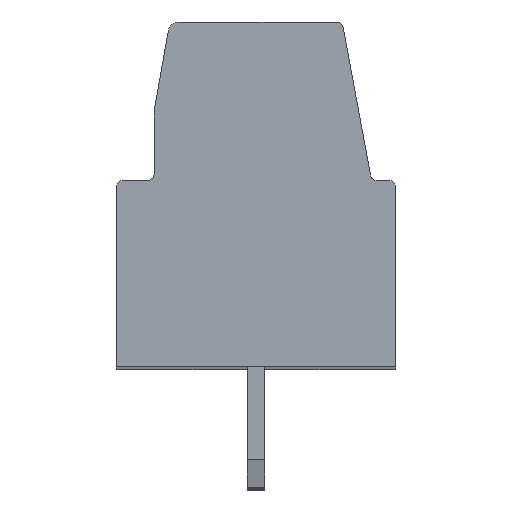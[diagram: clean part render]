
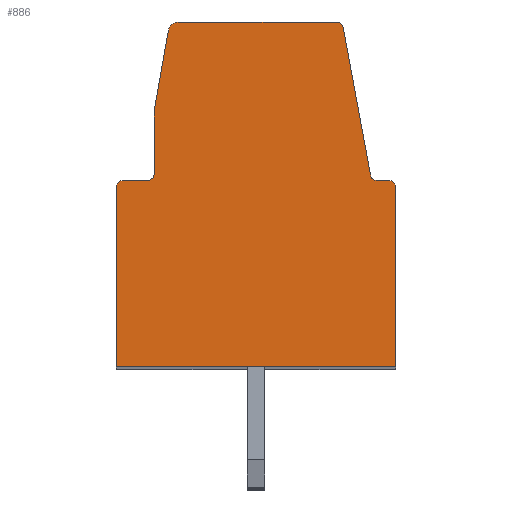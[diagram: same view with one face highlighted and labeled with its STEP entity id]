
A CAD part, top view. The second image highlights one B-rep face of the part: STEP entity #886.
In plain terms, the highlighted planar face has unit normal (0, 0, 1).
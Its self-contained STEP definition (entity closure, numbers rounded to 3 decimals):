
#886 = ADVANCED_FACE( '', ( #1977 ), #1978, .F. );
#1977 = FACE_OUTER_BOUND( '', #3276, .T. );
#1978 = PLANE( '', #3277 );
#3276 = EDGE_LOOP( '', ( #5754, #5755, #5756, #5757, #5758, #5759, #5760, #5761, #5762, #5763, #5764, #5765, #5766, #5767, #5768 ) );
#3277 = AXIS2_PLACEMENT_3D( '', #5769, #5770, #5771 );
#5754 = ORIENTED_EDGE( '', *, *, #8699, .T. );
#5755 = ORIENTED_EDGE( '', *, *, #7994, .T. );
#5756 = ORIENTED_EDGE( '', *, *, #8734, .F. );
#5757 = ORIENTED_EDGE( '', *, *, #8735, .T. );
#5758 = ORIENTED_EDGE( '', *, *, #8736, .T. );
#5759 = ORIENTED_EDGE( '', *, *, #8681, .T. );
#5760 = ORIENTED_EDGE( '', *, *, #8737, .T. );
#5761 = ORIENTED_EDGE( '', *, *, #8738, .T. );
#5762 = ORIENTED_EDGE( '', *, *, #8688, .F. );
#5763 = ORIENTED_EDGE( '', *, *, #8739, .T. );
#5764 = ORIENTED_EDGE( '', *, *, #7999, .F. );
#5765 = ORIENTED_EDGE( '', *, *, #8740, .T. );
#5766 = ORIENTED_EDGE( '', *, *, #8741, .T. );
#5767 = ORIENTED_EDGE( '', *, *, #8519, .T. );
#5768 = ORIENTED_EDGE( '', *, *, #8355, .F. );
#5769 = CARTESIAN_POINT( '', ( 0.81, -4.4, 0. ) );
#5770 = DIRECTION( '', ( 0., 0., -1. ) );
#5771 = DIRECTION( '', ( 0., -1., 0. ) );
#7994 = EDGE_CURVE( '', #9665, #9663, #9666, .T. );
#7999 = EDGE_CURVE( '', #9672, #9674, #9675, .T. );
#8355 = EDGE_CURVE( '', #10260, #10262, #10263, .T. );
#8519 = EDGE_CURVE( '', #10512, #10262, #10513, .T. );
#8681 = EDGE_CURVE( '', #10751, #10752, #10753, .T. );
#8688 = EDGE_CURVE( '', #10763, #10765, #10766, .T. );
#8699 = EDGE_CURVE( '', #10260, #9665, #10779, .T. );
#8734 = EDGE_CURVE( '', #10822, #9663, #10823, .T. );
#8735 = EDGE_CURVE( '', #10822, #10824, #10825, .T. );
#8736 = EDGE_CURVE( '', #10824, #10751, #10826, .T. );
#8737 = EDGE_CURVE( '', #10752, #10827, #10828, .T. );
#8738 = EDGE_CURVE( '', #10827, #10765, #10829, .T. );
#8739 = EDGE_CURVE( '', #10763, #9674, #10830, .T. );
#8740 = EDGE_CURVE( '', #9672, #10831, #10832, .T. );
#8741 = EDGE_CURVE( '', #10831, #10512, #10833, .T. );
#9663 = VERTEX_POINT( '', #12042 );
#9665 = VERTEX_POINT( '', #12045 );
#9666 = LINE( '', #12046, #12047 );
#9672 = VERTEX_POINT( '', #12055 );
#9674 = VERTEX_POINT( '', #12058 );
#9675 = CIRCLE( '', #12059, 0.2 );
#10260 = VERTEX_POINT( '', #12904 );
#10262 = VERTEX_POINT( '', #12907 );
#10263 = CIRCLE( '', #12908, 0.3 );
#10512 = VERTEX_POINT( '', #13270 );
#10513 = LINE( '', #13271, #13272 );
#10751 = VERTEX_POINT( '', #13622 );
#10752 = VERTEX_POINT( '', #13623 );
#10753 = LINE( '', #13624, #13625 );
#10763 = VERTEX_POINT( '', #13638 );
#10765 = VERTEX_POINT( '', #13641 );
#10766 = CIRCLE( '', #13642, 0.2 );
#10779 = LINE( '', #13660, #13661 );
#10822 = VERTEX_POINT( '', #13725 );
#10823 = CIRCLE( '', #13726, 0.2 );
#10824 = VERTEX_POINT( '', #13727 );
#10825 = LINE( '', #13728, #13729 );
#10826 = CIRCLE( '', #13730, 0.2 );
#10827 = VERTEX_POINT( '', #13731 );
#10828 = LINE( '', #13732, #13733 );
#10829 = LINE( '', #13734, #13735 );
#10830 = LINE( '', #13736, #13737 );
#10831 = VERTEX_POINT( '', #13738 );
#10832 = LINE( '', #13739, #13740 );
#10833 = CIRCLE( '', #13741, 0.2 );
#12042 = CARTESIAN_POINT( '', ( -7., 5.6, 0. ) );
#12045 = CARTESIAN_POINT( '', ( -7., 7.448, 0. ) );
#12046 = CARTESIAN_POINT( '', ( -7., -18.438, 0. ) );
#12047 = VECTOR( '', #14840, 1000. );
#12055 = CARTESIAN_POINT( '', ( -0.728, 5.564, 0. ) );
#12058 = CARTESIAN_POINT( '', ( -0.531, 5.4, 0. ) );
#12059 = AXIS2_PLACEMENT_3D( '', #14844, #14845, #14846 );
#12904 = CARTESIAN_POINT( '', ( -6.594, 9.752, 0. ) );
#12907 = CARTESIAN_POINT( '', ( -6.298, 10., 0. ) );
#12908 = AXIS2_PLACEMENT_3D( '', #15180, #15181, #15182 );
#13270 = CARTESIAN_POINT( '', ( -1.716, 10., 0. ) );
#13271 = CARTESIAN_POINT( '', ( -16.414, 10., 0. ) );
#13272 = VECTOR( '', #15347, 1000. );
#13622 = CARTESIAN_POINT( '', ( -8.1, 5.2, 0. ) );
#13623 = CARTESIAN_POINT( '', ( -8.1, 0., 0. ) );
#13624 = CARTESIAN_POINT( '', ( -8.1, -18.438, 0. ) );
#13625 = VECTOR( '', #15484, 1000. );
#13638 = CARTESIAN_POINT( '', ( -0.2, 5.4, 0. ) );
#13641 = CARTESIAN_POINT( '', ( 0., 5.2, 0. ) );
#13642 = AXIS2_PLACEMENT_3D( '', #15492, #15493, #15494 );
#13660 = CARTESIAN_POINT( '', ( -11.564, -18.438, 0. ) );
#13661 = VECTOR( '', #15506, 1000. );
#13725 = CARTESIAN_POINT( '', ( -7.2, 5.4, 0. ) );
#13726 = AXIS2_PLACEMENT_3D( '', #15537, #15538, #15539 );
#13727 = CARTESIAN_POINT( '', ( -7.9, 5.4, 0. ) );
#13728 = CARTESIAN_POINT( '', ( -16.414, 5.4, 0. ) );
#13729 = VECTOR( '', #15540, 1000. );
#13730 = AXIS2_PLACEMENT_3D( '', #15541, #15542, #15543 );
#13731 = CARTESIAN_POINT( '', ( 0., 0., 0. ) );
#13732 = CARTESIAN_POINT( '', ( -16.414, 0., 0. ) );
#13733 = VECTOR( '', #15544, 1000. );
#13734 = CARTESIAN_POINT( '', ( 0., -18.438, 0. ) );
#13735 = VECTOR( '', #15545, 1000. );
#13736 = CARTESIAN_POINT( '', ( -16.414, 5.4, 0. ) );
#13737 = VECTOR( '', #15546, 1000. );
#13738 = CARTESIAN_POINT( '', ( -1.52, 9.836, 0. ) );
#13739 = CARTESIAN_POINT( '', ( 3.721, -18.438, 0. ) );
#13740 = VECTOR( '', #15547, 1000. );
#13741 = AXIS2_PLACEMENT_3D( '', #15548, #15549, #15550 );
#14840 = DIRECTION( '', ( 0., -1., 0. ) );
#14844 = CARTESIAN_POINT( '', ( -0.531, 5.6, 0. ) );
#14845 = DIRECTION( '', ( 0., 0., 1. ) );
#14846 = DIRECTION( '', ( 1., 0., 0. ) );
#15180 = CARTESIAN_POINT( '', ( -6.298, 9.7, 0. ) );
#15181 = DIRECTION( '', ( 0., 0., -1. ) );
#15182 = DIRECTION( '', ( -1., 0., 0. ) );
#15347 = DIRECTION( '', ( -1., 0., 0. ) );
#15484 = DIRECTION( '', ( 0., -1., 0. ) );
#15492 = CARTESIAN_POINT( '', ( -0.2, 5.2, 0. ) );
#15493 = DIRECTION( '', ( 0., 0., -1. ) );
#15494 = DIRECTION( '', ( -1., 0., 0. ) );
#15506 = DIRECTION( '', ( -0.174, -0.985, 0. ) );
#15537 = CARTESIAN_POINT( '', ( -7.2, 5.6, 0. ) );
#15538 = DIRECTION( '', ( 0., 0., 1. ) );
#15539 = DIRECTION( '', ( 1., 0., 0. ) );
#15540 = DIRECTION( '', ( -1., 0., 0. ) );
#15541 = CARTESIAN_POINT( '', ( -7.9, 5.2, 0. ) );
#15542 = DIRECTION( '', ( 0., 0., 1. ) );
#15543 = DIRECTION( '', ( 1., 0., 0. ) );
#15544 = DIRECTION( '', ( 1., 0., 0. ) );
#15545 = DIRECTION( '', ( 0., 1., 0. ) );
#15546 = DIRECTION( '', ( -1., 0., 0. ) );
#15547 = DIRECTION( '', ( -0.182, 0.983, 0. ) );
#15548 = CARTESIAN_POINT( '', ( -1.716, 9.8, 0. ) );
#15549 = DIRECTION( '', ( 0., 0., 1. ) );
#15550 = DIRECTION( '', ( 1., 0., 0. ) );
